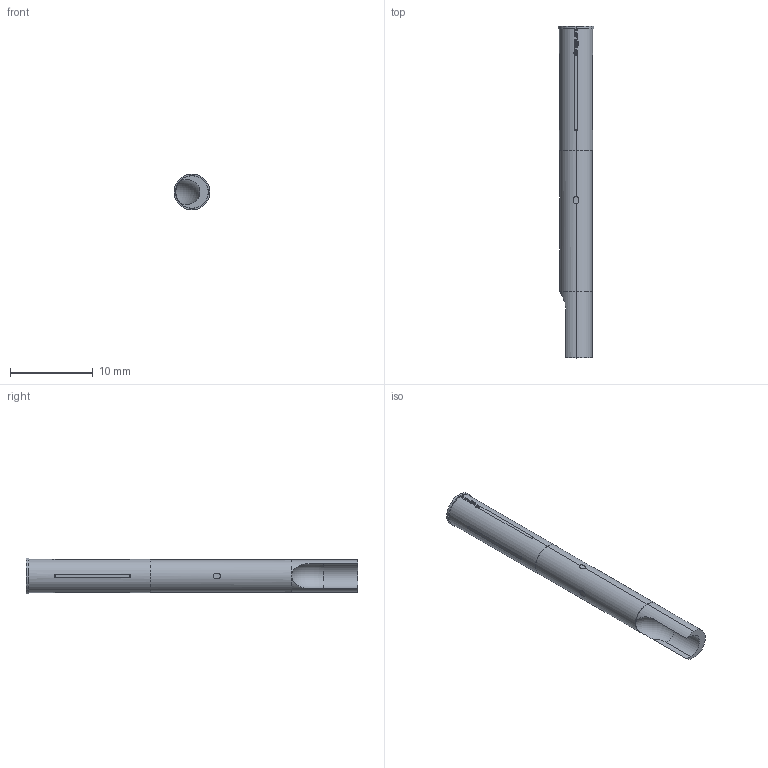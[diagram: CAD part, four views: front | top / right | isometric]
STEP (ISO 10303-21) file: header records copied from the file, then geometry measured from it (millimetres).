
FILE_DESCRIPTION (( 'STEP AP203' ), '1' );
FILE_NAME ('INGUN_KS-150_30.STEP', '2021-02-11T10:19:25', ( '' ), ( '' ), 'SwSTEP 2.0', 'SolidWorks 2018', '' );
FILE_SCHEMA (( 'CONFIG_CONTROL_DESIGN' ));
Length unit declared in the file: millimetre
Products named in the file (1): INGUN_KS-150_30
Bounding box: 4.3 x 40 x 4.3 mm (x, y, z)
Volume: 446.3 mm3; surface area: 540.2 mm2
Topology: 1 solids, 1 shells, 106 faces, 292 edges, 196 vertices
Faces by surface type: plane 51, cylinder 27, bspline 26, torus 2
Entity records: 3956 total; most frequent: CARTESIAN_POINT 1386, ORIENTED_EDGE 584, DIRECTION 425, EDGE_CURVE 292, VERTEX_POINT 196, AXIS2_PLACEMENT_3D 161, EDGE_LOOP 114, B_SPLINE_CURVE_WITH_KNOTS 109
